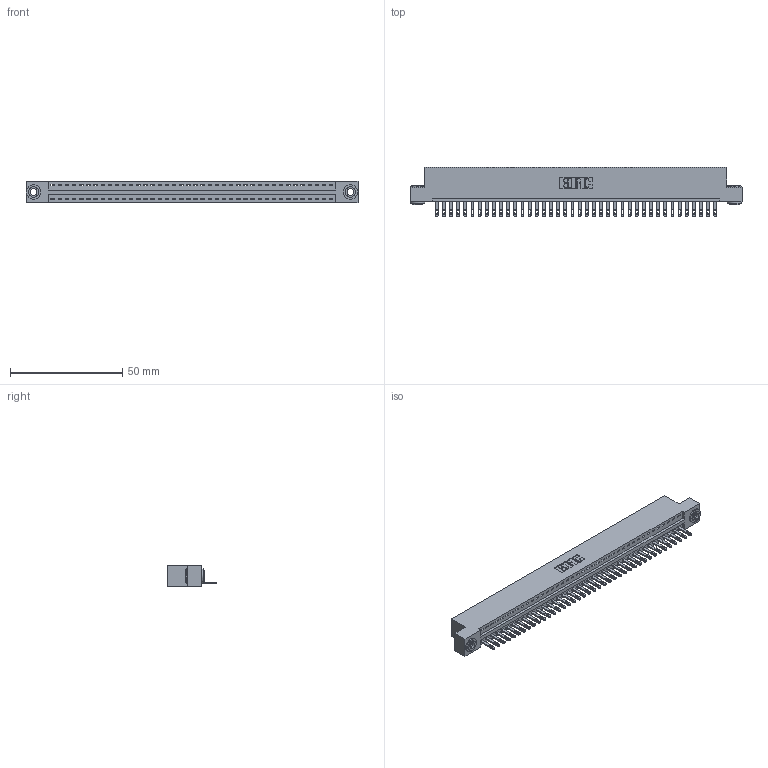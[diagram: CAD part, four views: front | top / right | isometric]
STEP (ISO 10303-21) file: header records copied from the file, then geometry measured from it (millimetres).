
FILE_DESCRIPTION (( 'STEP AP203' ), '1' );
FILE_NAME ('346-040-500-103.STEP', '2022-05-07T08:21:49', ( '' ), ( '' ), 'SwSTEP 2.0', 'SolidWorks 2020', '' );
FILE_SCHEMA (( 'CONFIG_CONTROL_DESIGN' ));
Length unit declared in the file: inch
Products named in the file (4): 345-250-002_345-250-002-102; 345-292-001_345-293-100; 346-040-500-103; 346 Part_Flush Mounting Lugs - 0.156 Dia-TH
Assembly tree (43 placements, depth 2):
  346-040-500-103
    346 Part_Flush Mounting Lugs - 0.156 Dia-TH
    345-292-001_345-293-100  x40
    345-250-002_345-250-002-102  x2
Bounding box: 147.57 x 21.84 x 9.4 mm (x, y, z)
Volume: 14138.4 mm3; surface area: 17994.2 mm2
Topology: 43 solids, 43 shells, 2334 faces, 7161 edges, 4770 vertices
Faces by surface type: plane 1460, cylinder 866, cone 8
Entity records: 26090 total; most frequent: CARTESIAN_POINT 4453, ORIENTED_EDGE 4418, DIRECTION 3963, EDGE_CURVE 2209, VECTOR 1889, LINE 1889, VERTEX_POINT 1470, AXIS2_PLACEMENT_3D 1037
